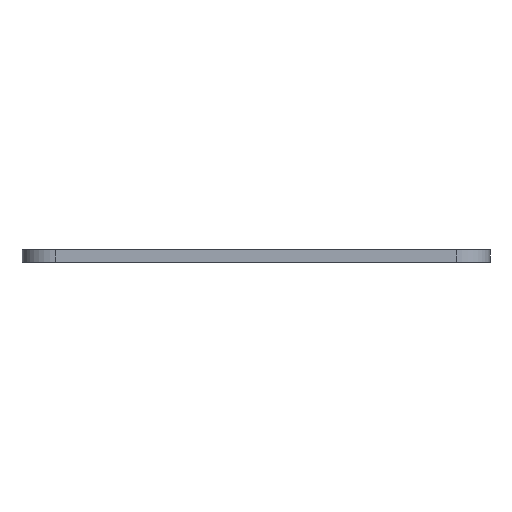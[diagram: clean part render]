
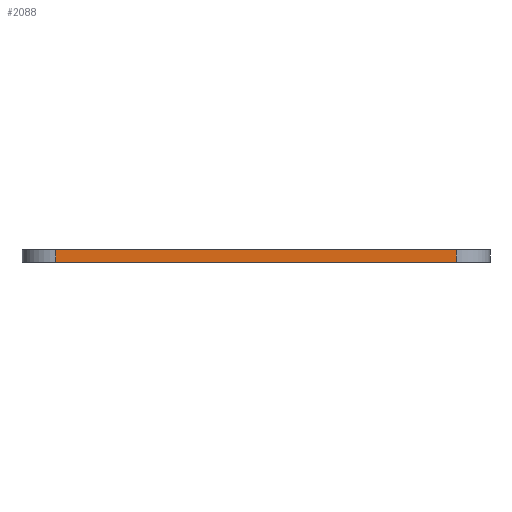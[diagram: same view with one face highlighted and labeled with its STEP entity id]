
A CAD part, left-side view. The second image highlights one B-rep face of the part: STEP entity #2088.
In plain terms, the highlighted planar face has unit normal (-1, 0, 0).
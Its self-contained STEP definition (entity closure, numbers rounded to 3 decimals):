
#173=FACE_OUTER_BOUND('',#357,.T.);
#357=EDGE_LOOP('',(#1659,#1660,#1661,#1662));
#613=LINE('',#3162,#769);
#649=LINE('',#3382,#805);
#670=LINE('',#3557,#826);
#671=LINE('',#3559,#827);
#769=VECTOR('',#2477,590.);
#805=VECTOR('',#2673,590.);
#826=VECTOR('',#2834,19.05);
#827=VECTOR('',#2837,19.05);
#927=VERTEX_POINT('',#3159);
#928=VERTEX_POINT('',#3161);
#1031=VERTEX_POINT('',#3379);
#1032=VERTEX_POINT('',#3381);
#1131=EDGE_CURVE('',#928,#927,#613,.T.);
#1241=EDGE_CURVE('',#1031,#1032,#649,.T.);
#1329=EDGE_CURVE('',#1032,#927,#670,.T.);
#1330=EDGE_CURVE('',#1031,#928,#671,.T.);
#1659=ORIENTED_EDGE('',*,*,#1329,.F.);
#1660=ORIENTED_EDGE('',*,*,#1241,.F.);
#1661=ORIENTED_EDGE('',*,*,#1330,.T.);
#1662=ORIENTED_EDGE('',*,*,#1131,.T.);
#2050=PLANE('',#2356);
#2088=ADVANCED_FACE('',(#173),#2050,.T.);
#2356=AXIS2_PLACEMENT_3D('',#3558,#2835,#2836);
#2477=DIRECTION('',(0.,-1.,0.));
#2673=DIRECTION('',(0.,-1.,0.));
#2834=DIRECTION('',(0.,0.,-1.));
#2835=DIRECTION('center_axis',(-1.,0.,0.));
#2836=DIRECTION('ref_axis',(0.,-1.,0.));
#2837=DIRECTION('',(0.,0.,-1.));
#3159=CARTESIAN_POINT('',(-500.,-295.,0.));
#3161=CARTESIAN_POINT('',(-500.,295.,0.));
#3162=CARTESIAN_POINT('',(-500.,295.,0.));
#3379=CARTESIAN_POINT('',(-500.,295.,19.05));
#3381=CARTESIAN_POINT('',(-500.,-295.,19.05));
#3382=CARTESIAN_POINT('',(-500.,295.,19.05));
#3557=CARTESIAN_POINT('',(-500.,-295.,19.05));
#3558=CARTESIAN_POINT('Origin',(-500.,345.,0.));
#3559=CARTESIAN_POINT('',(-500.,295.,19.05));
